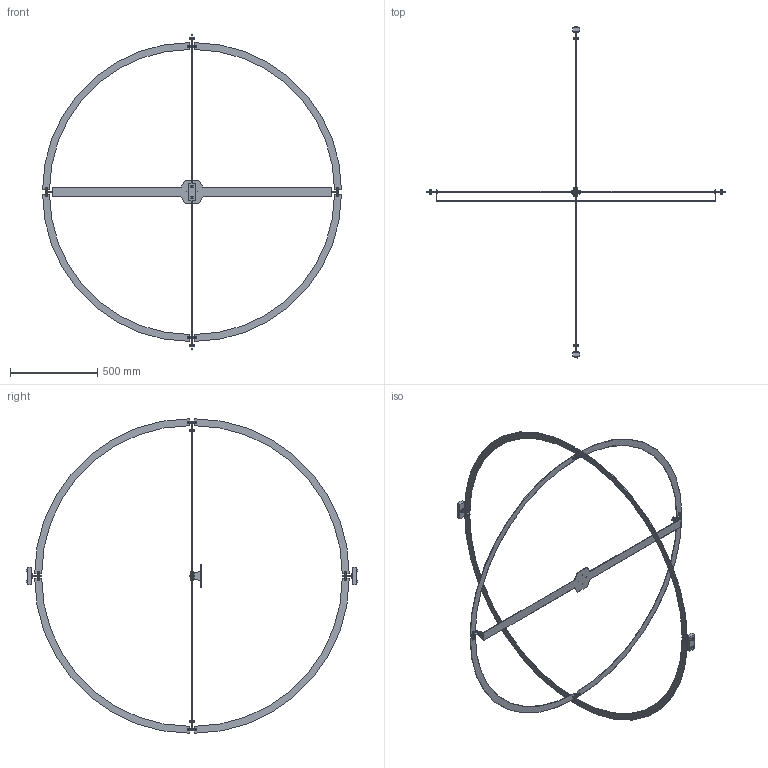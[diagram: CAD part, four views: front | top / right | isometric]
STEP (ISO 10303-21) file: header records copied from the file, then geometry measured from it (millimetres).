
FILE_DESCRIPTION(/* description */ (''),/* implementation_level */ '2;1');
FILE_NAME(/* name */ 'Montagem Atualizada.stp',/* time_stamp */ '2024-05-09T20:26:57-03:00',/* author */ ('mathe'),/* organization */ (''),/* preprocessor_version */ 'ST-DEVELOPER v19.2',/* originating_system */ 'Autodesk Inventor 2024',/* authorisation */ '');
FILE_SCHEMA (('AUTOMOTIVE_DESIGN { 1 0 10303 214 3 1 1 }'));
Length unit declared in the file: millimetre
Products named in the file (18): Montagem Atualizada; Suporte Central Atualizado; Abraçadeira; Arco menor; Abraçadeira_CPY1; Abraçadeira_CPY1_CPY_CPY; Arco médio; Abraçadeira_CPY1_CPY; Abraçadeira_CPY1_CPY_CPY1_CPY; Abraçadeira_CPY1_CPY_CPY1; BS 4183 - M5 x 20; ANSI B18.2.4.2M - M5x0,8; Suporte para estrutura_CPY; ISO 2338 - 8 h11 x 60 - C; perfil_40x40_200 v2; BS 290 SKF - SKF 108; Suporte para estrutura_CPY_CPY1; Pecinha do perfil_CPY
Assembly tree (73 placements, depth 2):
  Montagem Atualizada
    Suporte Central Atualizado
    BS 290 SKF - SKF 108  x12
    Abraçadeira
    Arco menor  x4
    ISO 2338 - 8 h11 x 60 - C  x6
    BS 4183 - M5 x 20  x16
    ANSI B18.2.4.2M - M5x0,8  x16
    Abraçadeira_CPY1
    Abraçadeira_CPY1_CPY  x2
    Abraçadeira_CPY1_CPY_CPY
    Arco médio  x4
    Abraçadeira_CPY1_CPY_CPY1  x2
    Abraçadeira_CPY1_CPY_CPY1_CPY
    Suporte para estrutura_CPY
    perfil_40x40_200 v2  x2
    Suporte para estrutura_CPY_CPY1
    Pecinha do perfil_CPY  x2
Bounding box: 1715 x 1905.2 x 1805 mm (x, y, z)
Volume: 1822551 mm3; surface area: 1246073.7 mm2
Topology: 325 solids, 325 shells, 1734 faces, 4328 edges, 2796 vertices
Faces by surface type: plane 572, torus 320, cylinder 318, cone 272, sphere 252
Full cylindrical faces by diameter (mm): 3 x4, 4.134 x16, 4.51 x16, 5 x72, 8 x18, 12.424 x36, 22 x24, 25 x2
Entity records: 14266 total; most frequent: DIRECTION 2478, CARTESIAN_POINT 2423, ORIENTED_EDGE 2128, EDGE_CURVE 1064, AXIS2_PLACEMENT_3D 940, VERTEX_POINT 755, LINE 598, VECTOR 598
